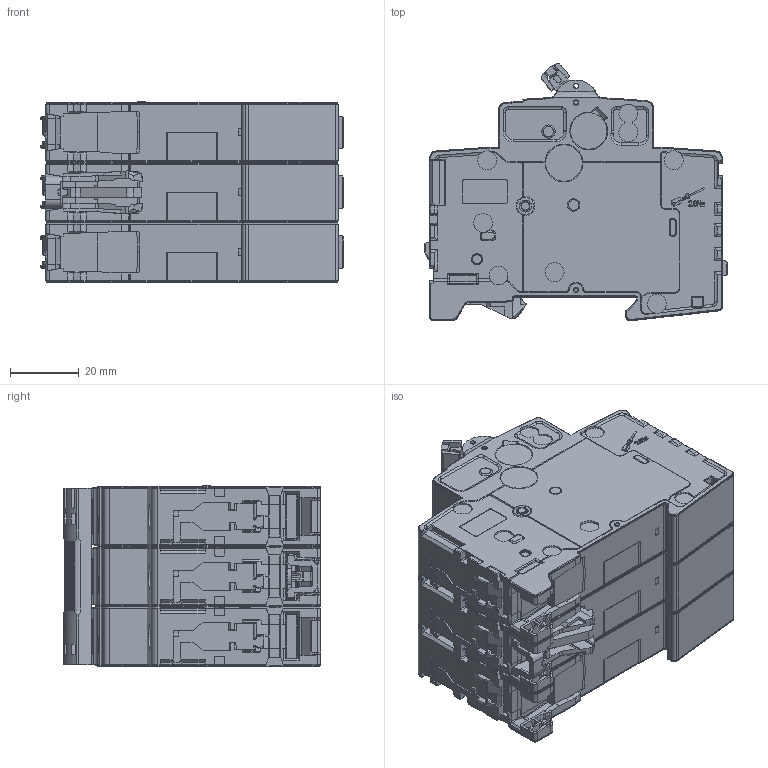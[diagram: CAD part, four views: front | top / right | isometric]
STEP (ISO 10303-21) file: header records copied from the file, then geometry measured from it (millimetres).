
FILE_DESCRIPTION((''),'2;1');
FILE_NAME('2CDS273604_SW0001','2013-09-06T',('DEX212668'),(''),'PRO/ENGINEER BY PARAMETRIC TECHNOLOGY CORPORATION, 2011310','PRO/ENGINEER BY PARAMETRIC TECHNOLOGY CORPORATION, 2011310','');
FILE_SCHEMA(('AUTOMOTIVE_DESIGN_CC2 { 1 2 10303 214 -1 1 5 2 }'));
Products named in the file (1): 2CDS273604_SW0001
Bounding box: 88 x 74.64 x 52.4 mm (x, y, z)
Volume: 228051.6 mm3; surface area: 48406.6 mm2
Topology: 1 solids, 1 shells, 5677 faces, 15114 edges, 9496 vertices
Faces by surface type: plane 2795, cylinder 1762, bspline 366, torus 365, cone 288, sphere 98, extrusion 3
Entity records: 241582 total; most frequent: CARTESIAN_POINT 64136, ORIENTED_EDGE 30204, DIRECTION 27772, EDGE_CURVE 15102, VERTEX_POINT 9496, VECTOR 9482, LINE 9479, AXIS2_PLACEMENT_3D 9145
